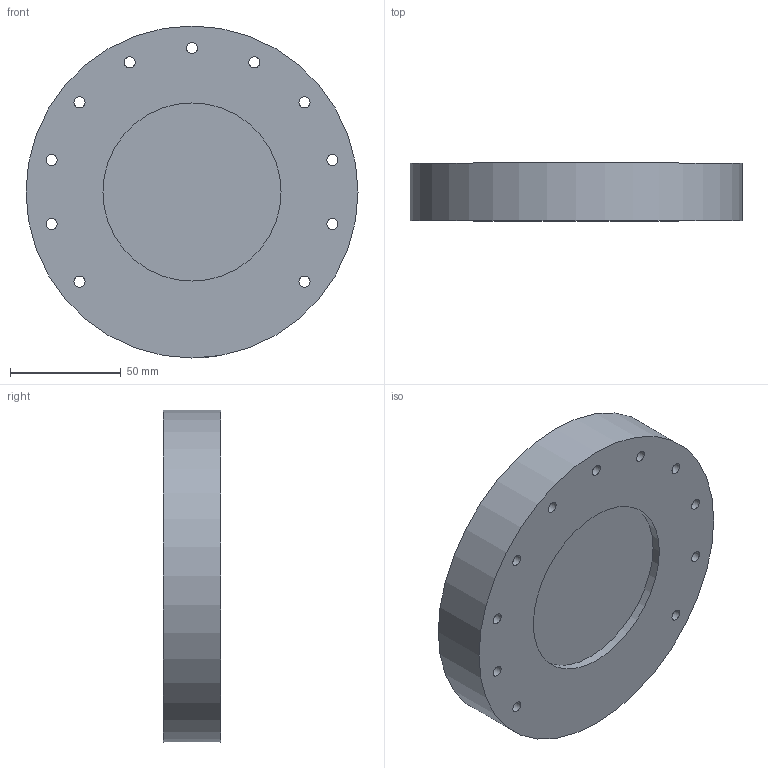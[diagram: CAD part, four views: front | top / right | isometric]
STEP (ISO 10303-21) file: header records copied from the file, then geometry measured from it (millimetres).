
FILE_DESCRIPTION(/* description */ (''),/* implementation_level */ '2;1');
FILE_NAME(/* name */ 'Main_Base(b).step',/* time_stamp */ '2023-09-26T08:51:50+02:00',/* author */ (''),/* organization */ (''),/* preprocessor_version */ 'ST-DEVELOPER v20',/* originating_system */ 'Autodesk Translation Framework v12.9.0.99',/* authorisation */ '');
FILE_SCHEMA (('AUTOMOTIVE_DESIGN { 1 0 10303 214 3 1 1 }'));
Length unit declared in the file: millimetre
Products named in the file (1): Soill_Sensor
Bounding box: 150 x 26 x 150 mm (x, y, z)
Volume: 94082.8 mm3; surface area: 73636.1 mm2
Topology: 1 solids, 1 shells, 60 faces, 157 edges, 104 vertices
Faces by surface type: cylinder 31, plane 29
Full cylindrical faces by diameter (mm): 5 x11, 80.5 x1, 150 x1
Entity records: 1984 total; most frequent: CARTESIAN_POINT 358, DIRECTION 335, ORIENTED_EDGE 314, EDGE_CURVE 157, AXIS2_PLACEMENT_3D 121, VERTEX_POINT 104, LINE 93, VECTOR 93
